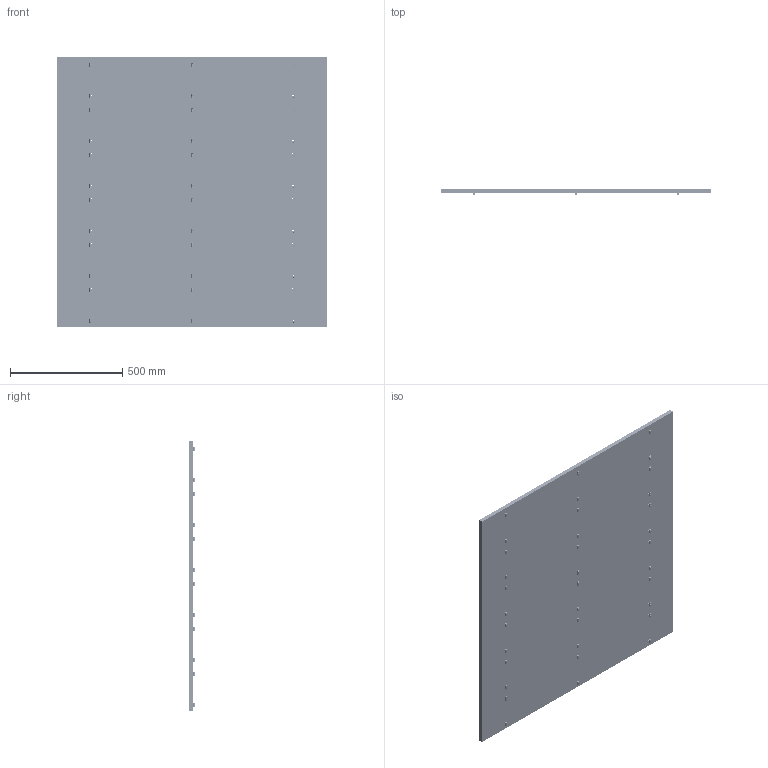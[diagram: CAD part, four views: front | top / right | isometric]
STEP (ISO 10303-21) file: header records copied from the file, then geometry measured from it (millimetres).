
FILE_DESCRIPTION(/* description */ (''),/* implementation_level */ '2;1');
FILE_NAME(/* name */ '144017e0-a0f7-4c37-bbb1-722529fad89e.stp',/* time_stamp */ '2026-02-10T16:21:49Z',/* author */ (''),/* organization */ (''),/* preprocessor_version */ 'ST-DEVELOPER v20.1',/* originating_system */ 'Autodesk Translation Framework v14.24.0.0',/* authorisation */ '');
FILE_SCHEMA (('AUTOMOTIVE_DESIGN { 1 0 10303 214 3 1 1 }'));
Length unit declared in the file: millimetre
Products named in the file (5): SPB-Evo-Pro-L V1.0; Spoilerboard Evo/Pro-L; MDF Board; T-slot Nut I-Type M6; M6x16 - DIN912
Assembly tree (19 placements, depth 4):
  SPB-Evo-Pro-L V1.0
    Spoilerboard Evo/Pro-L  x6
      MDF Board
        M6x16 - DIN912  x6
        T-slot Nut I-Type M6  x6
Bounding box: 1200 x 27.56 x 1200 mm (x, y, z)
Volume: 25892603.7 mm3; surface area: 3260365.7 mm2
Topology: 114 solids, 114 shells, 3816 faces, 10764 edges, 7140 vertices
Faces by surface type: cylinder 2340, plane 972, bspline 324, torus 72, sphere 72, cone 36
Full cylindrical faces by diameter (mm): 4.744 x216, 5.035 x108, 5.884 x360, 6.147 x36, 10 x36
Entity records: 8465 total; most frequent: CARTESIAN_POINT 4378, ORIENTED_EDGE 854, DIRECTION 718, EDGE_CURVE 427, VERTEX_POINT 285, AXIS2_PLACEMENT_3D 258, LINE 202, VECTOR 202
